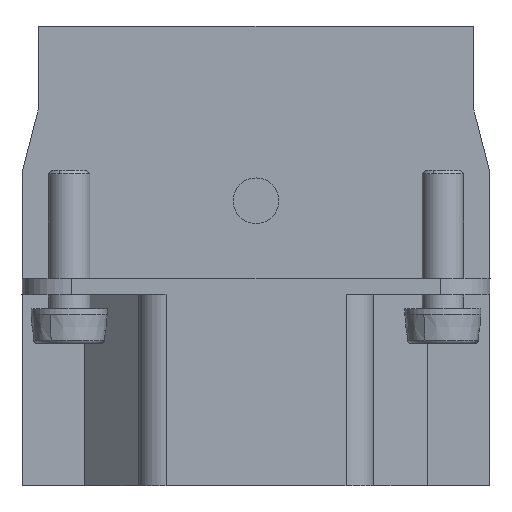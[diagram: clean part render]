
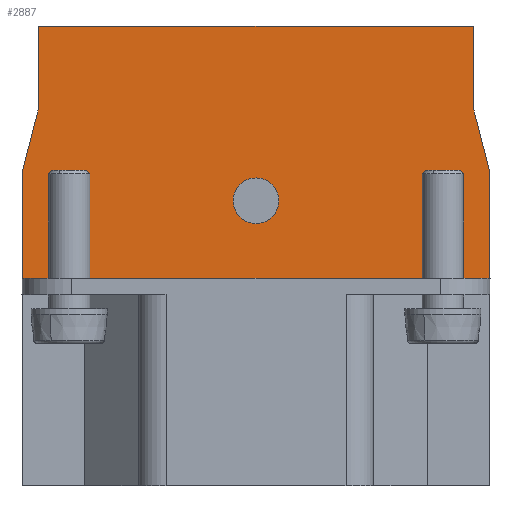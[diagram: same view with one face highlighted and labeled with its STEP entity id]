
A CAD part, left-side view. The second image highlights one B-rep face of the part: STEP entity #2887.
In plain terms, the highlighted planar face has unit normal (-1, 0, 0).
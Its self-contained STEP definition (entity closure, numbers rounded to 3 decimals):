
#2887=ADVANCED_FACE('',(#5180,#5181),#4222,.T.);
#4222=PLANE('',#24271);
#5180=FACE_BOUND('',#5637,.T.);
#5181=FACE_BOUND('',#5638,.T.);
#5637=EDGE_LOOP('',(#8137,#8138,#8139,#8140,#8141,#8142,#8143,#8144));
#5638=EDGE_LOOP('',(#8145));
#7205=CIRCLE('',#24270,1.65);
#8137=ORIENTED_EDGE('',*,*,#16908,.F.);
#8138=ORIENTED_EDGE('',*,*,#16889,.F.);
#8139=ORIENTED_EDGE('',*,*,#16823,.T.);
#8140=ORIENTED_EDGE('',*,*,#16531,.T.);
#8141=ORIENTED_EDGE('',*,*,#16453,.T.);
#8142=ORIENTED_EDGE('',*,*,#16909,.F.);
#8143=ORIENTED_EDGE('',*,*,#16910,.T.);
#8144=ORIENTED_EDGE('',*,*,#16869,.F.);
#8145=ORIENTED_EDGE('',*,*,#16911,.T.);
#14215=VERTEX_POINT('',#31713);
#14216=VERTEX_POINT('',#31714);
#14293=VERTEX_POINT('',#31870);
#14583=VERTEX_POINT('',#33515);
#14622=VERTEX_POINT('',#33608);
#14623=VERTEX_POINT('',#33610);
#14640=VERTEX_POINT('',#33648);
#14657=VERTEX_POINT('',#33687);
#14658=VERTEX_POINT('',#33690);
#16453=EDGE_CURVE('',#14215,#14216,#19665,.T.);
#16531=EDGE_CURVE('',#14293,#14215,#19707,.T.);
#16823=EDGE_CURVE('',#14583,#14293,#19887,.T.);
#16869=EDGE_CURVE('',#14622,#14623,#19926,.T.);
#16889=EDGE_CURVE('',#14583,#14640,#19946,.T.);
#16908=EDGE_CURVE('',#14640,#14622,#19962,.T.);
#16909=EDGE_CURVE('',#14657,#14216,#19963,.T.);
#16910=EDGE_CURVE('',#14657,#14623,#19964,.T.);
#16911=EDGE_CURVE('',#14658,#14658,#7205,.T.);
#19665=LINE('',#31712,#21848);
#19707=LINE('',#31869,#21890);
#19887=LINE('',#33517,#22070);
#19926=LINE('',#33609,#22109);
#19946=LINE('',#33647,#22129);
#19962=LINE('',#33685,#22145);
#19963=LINE('',#33686,#22146);
#19964=LINE('',#33688,#22147);
#21848=VECTOR('',#25695,1.);
#21890=VECTOR('',#25811,1.);
#22070=VECTOR('',#25993,1.);
#22109=VECTOR('',#26060,1.);
#22129=VECTOR('',#26082,1.);
#22145=VECTOR('',#26108,1.);
#22146=VECTOR('',#26109,1.);
#22147=VECTOR('',#26110,1.);
#24270=AXIS2_PLACEMENT_3D('',#33689,#26111,#26112);
#24271=AXIS2_PLACEMENT_3D('',#33691,#26113,#26114);
#25695=DIRECTION('',(0.,1.,0.));
#25811=DIRECTION('',(0.,0.,1.));
#25993=DIRECTION('',(0.,0.25,0.968));
#26060=DIRECTION('',(0.,0.,1.));
#26082=DIRECTION('',(0.,0.,-1.));
#26108=DIRECTION('',(0.,1.,0.));
#26109=DIRECTION('',(0.,0.,1.));
#26110=DIRECTION('',(0.,0.25,-0.968));
#26111=DIRECTION('',(1.,0.,0.));
#26112=DIRECTION('',(0.,0.,1.));
#26113=DIRECTION('',(-1.,0.,0.));
#26114=DIRECTION('',(0.,-1.,0.));
#31712=CARTESIAN_POINT('',(-29.084,25.255,33.));
#31713=CARTESIAN_POINT('',(-29.084,3.155,33.));
#31714=CARTESIAN_POINT('',(-29.084,34.555,33.));
#31869=CARTESIAN_POINT('',(-29.084,3.155,14.9));
#31870=CARTESIAN_POINT('',(-29.084,3.155,27.1));
#33515=CARTESIAN_POINT('',(-29.084,1.955,22.46));
#33517=CARTESIAN_POINT('',(-29.084,2.405,24.2));
#33608=CARTESIAN_POINT('',(-29.084,35.755,14.8));
#33609=CARTESIAN_POINT('',(-29.084,35.755,-0.2));
#33610=CARTESIAN_POINT('',(-29.084,35.755,22.46));
#33647=CARTESIAN_POINT('',(-29.084,1.955,16.2));
#33648=CARTESIAN_POINT('',(-29.084,1.955,14.8));
#33685=CARTESIAN_POINT('',(-29.084,12.505,14.8));
#33686=CARTESIAN_POINT('',(-29.084,34.555,14.9));
#33687=CARTESIAN_POINT('',(-29.084,34.555,27.1));
#33688=CARTESIAN_POINT('',(-29.084,34.555,27.1));
#33689=CARTESIAN_POINT('',(-29.084,18.855,20.4));
#33690=CARTESIAN_POINT('',(-29.084,18.855,22.05));
#33691=CARTESIAN_POINT('',(-29.084,35.855,-0.3));
